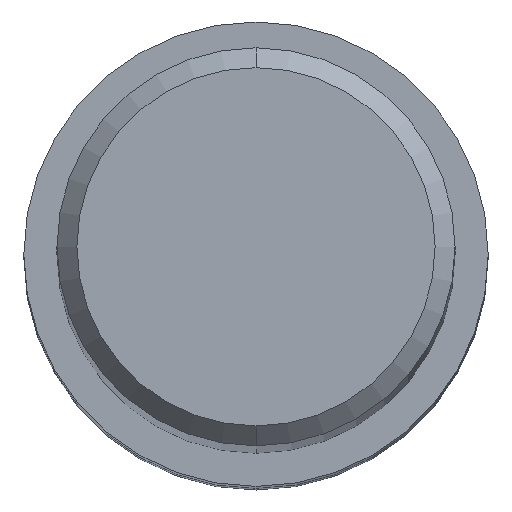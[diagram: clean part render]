
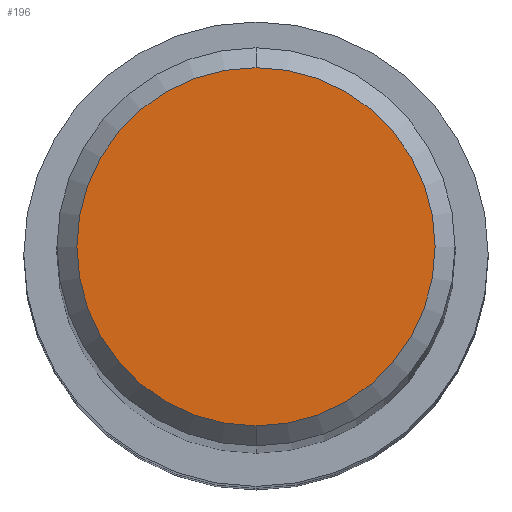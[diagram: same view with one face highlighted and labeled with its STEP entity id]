
A CAD part, top view. The second image highlights one B-rep face of the part: STEP entity #196.
In plain terms, the highlighted planar face has unit normal (0, 0, 1).
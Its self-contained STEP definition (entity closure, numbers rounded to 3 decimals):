
#120=EDGE_CURVE('',#204,#126,#259,.T.);
#126=VERTEX_POINT('',#265);
#150=EDGE_CURVE('',#126,#204,#295,.T.);
#196=ADVANCED_FACE('',(#348),#349,.T.);
#204=VERTEX_POINT('',#357);
#259=CIRCLE('',#413,5.4);
#265=CARTESIAN_POINT('',(0.0,5.4,0.0));
#295=CIRCLE('',#457,5.4);
#348=FACE_OUTER_BOUND('',#523,.T.);
#349=PLANE('',#524);
#357=CARTESIAN_POINT('',(0.,-5.4,0.0));
#413=AXIS2_PLACEMENT_3D('',#572,#573,#574);
#457=AXIS2_PLACEMENT_3D('',#626,#627,#628);
#523=EDGE_LOOP('',(#702,#703));
#524=AXIS2_PLACEMENT_3D('',#704,#705,#706);
#572=CARTESIAN_POINT('',(0.0,0.0,0.0));
#573=DIRECTION('',(0.0,0.0,-1.0));
#574=DIRECTION('',(0.0,1.0,0.0));
#626=CARTESIAN_POINT('',(0.0,0.0,0.0));
#627=DIRECTION('',(0.0,0.0,-1.0));
#628=DIRECTION('',(0.0,1.0,0.0));
#702=ORIENTED_EDGE('',*,*,#150,.F.);
#703=ORIENTED_EDGE('',*,*,#120,.F.);
#704=CARTESIAN_POINT('',(0.0,2.7,0.0));
#705=DIRECTION('',(-0.0,0.0,1.0));
#706=DIRECTION('',(0.0,-1.0,0.0));
